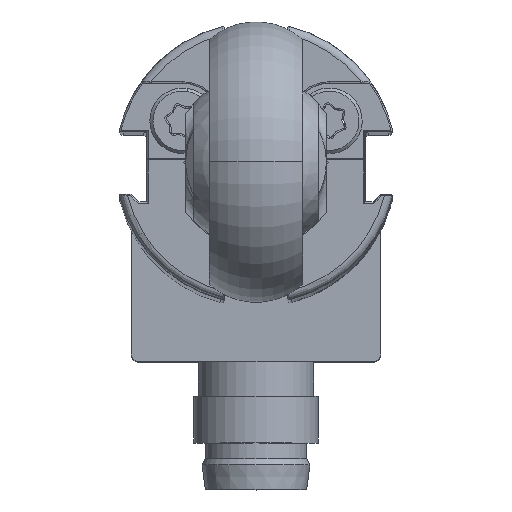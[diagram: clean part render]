
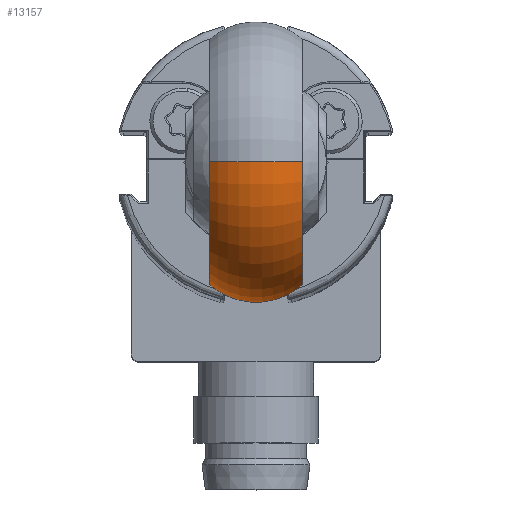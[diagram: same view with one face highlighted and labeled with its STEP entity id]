
A CAD part, top view. The second image highlights one B-rep face of the part: STEP entity #13157.
In plain terms, the highlighted toroidal (fillet/blend) face has major radius 4.5 mm and minor radius 4.5 mm.
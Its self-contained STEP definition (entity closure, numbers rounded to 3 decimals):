
#522 = CARTESIAN_POINT ( 'NONE',  ( -3., 0., 177.254 ) ) ;
#1310 = CARTESIAN_POINT ( 'NONE',  ( 3., 0., 177.254 ) ) ;
#1975 = ORIENTED_EDGE ( 'NONE', *, *, #20189, .F. ) ;
#2208 = DIRECTION ( 'NONE',  ( 0., 0., -1. ) ) ;
#2599 = FACE_OUTER_BOUND ( 'NONE', #15470, .T. ) ;
#3212 = DIRECTION ( 'NONE',  ( 0., 1., 0. ) ) ;
#3892 = DIRECTION ( 'NONE',  ( 1., 0., 0. ) ) ;
#4199 = VERTEX_POINT ( 'NONE', #522 ) ;
#4400 = DIRECTION ( 'NONE',  ( 1., 0., 0. ) ) ;
#4482 = ORIENTED_EDGE ( 'NONE', *, *, #8084, .F. ) ;
#5564 = CARTESIAN_POINT ( 'NONE',  ( -3., -6.737, 165.363 ) ) ;
#5597 = EDGE_CURVE ( 'NONE', #8043, #13673, #18154, .T. ) ;
#6207 = CARTESIAN_POINT ( 'NONE',  ( 0., 0., 169.4 ) ) ;
#6574 = EDGE_CURVE ( 'NONE', #4199, #9109, #11355, .T. ) ;
#7415 = CARTESIAN_POINT ( 'NONE',  ( 3., -6.737, 165.363 ) ) ;
#7910 = AXIS2_PLACEMENT_3D ( 'NONE', #23761, #11597, #25822 ) ;
#8043 = VERTEX_POINT ( 'NONE', #1310 ) ;
#8084 = EDGE_CURVE ( 'NONE', #13673, #9109, #19777, .T. ) ;
#9109 = VERTEX_POINT ( 'NONE', #5564 ) ;
#10036 = AXIS2_PLACEMENT_3D ( 'NONE', #16568, #4400, #18627 ) ;
#10349 = ORIENTED_EDGE ( 'NONE', *, *, #6574, .T. ) ;
#11355 = CIRCLE ( 'NONE', #16576, 7.854 ) ;
#11597 = DIRECTION ( 'NONE',  ( 0., 0.514, -0.858 ) ) ;
#13157 = ADVANCED_FACE ( 'NONE', ( #2599 ), #16266, .T. ) ;
#13673 = VERTEX_POINT ( 'NONE', #7415 ) ;
#14393 = DIRECTION ( 'NONE',  ( 1., 0., 0. ) ) ;
#14430 = AXIS2_PLACEMENT_3D ( 'NONE', #6207, #14393, #2208 ) ;
#15371 = CARTESIAN_POINT ( 'NONE',  ( 0., 0., 173.9 ) ) ;
#15470 = EDGE_LOOP ( 'NONE', ( #1975, #10349, #4482, #26028 ) ) ;
#16041 = CARTESIAN_POINT ( 'NONE',  ( -3., 0., 169.4 ) ) ;
#16266 = TOROIDAL_SURFACE ( 'NONE', #14430, 4.5, 4.5 ) ;
#16568 = CARTESIAN_POINT ( 'NONE',  ( 3., 0., 169.4 ) ) ;
#16576 = AXIS2_PLACEMENT_3D ( 'NONE', #16041, #3892, #18091 ) ;
#17425 = DIRECTION ( 'NONE',  ( 0., 0., 1. ) ) ;
#18091 = DIRECTION ( 'NONE',  ( 0., 0., -1. ) ) ;
#18154 = CIRCLE ( 'NONE', #10036, 7.854 ) ;
#18627 = DIRECTION ( 'NONE',  ( 0., 0., -1. ) ) ;
#19547 = AXIS2_PLACEMENT_3D ( 'NONE', #15371, #3212, #17425 ) ;
#19777 = CIRCLE ( 'NONE', #7910, 4.5 ) ;
#19952 = CIRCLE ( 'NONE', #19547, 4.5 ) ;
#20189 = EDGE_CURVE ( 'NONE', #4199, #8043, #19952, .T. ) ;
#23761 = CARTESIAN_POINT ( 'NONE',  ( 0., -3.86, 167.087 ) ) ;
#25822 = DIRECTION ( 'NONE',  ( 0., 0.858, 0.514 ) ) ;
#26028 = ORIENTED_EDGE ( 'NONE', *, *, #5597, .F. ) ;
